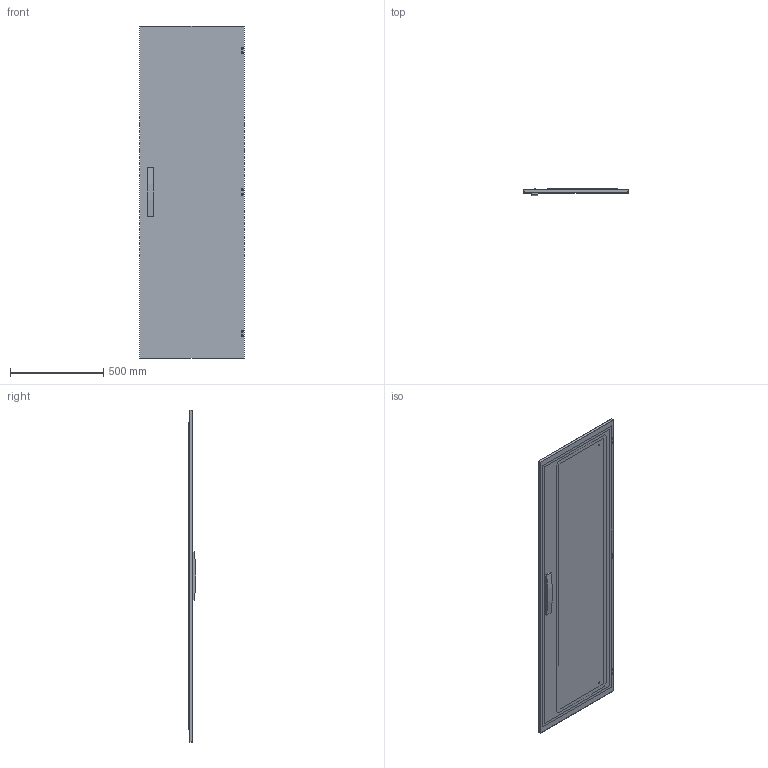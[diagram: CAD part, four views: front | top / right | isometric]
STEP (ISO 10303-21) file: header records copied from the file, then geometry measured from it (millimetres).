
FILE_DESCRIPTION (( 'STEP AP214' ), '1' );
FILE_NAME ('FPK186.STEP', '2025-09-11T09:59:57', ( '' ), ( '' ), 'SwSTEP 2.0', 'SolidWorks 2024', '' );
FILE_SCHEMA (( 'AUTOMOTIVE_DESIGN' ));
Length unit declared in the file: millimetre
Products named in the file (1): FPK186
Bounding box: 559 x 40.34 x 1784 mm (x, y, z)
Volume: 3655956.7 mm3; surface area: 2354827.4 mm2
Topology: 2 solids, 2 shells, 550 faces, 1340 edges, 918 vertices
Faces by surface type: plane 263, cylinder 187, cone 100
Full cylindrical faces by diameter (mm): 4.25 x120, 4.917 x8, 6 x4, 7 x4, 9 x8, 11 x6
Entity records: 14542 total; most frequent: CARTESIAN_POINT 3423, DIRECTION 2288, ORIENTED_EDGE 1960, EDGE_CURVE 980, AXIS2_PLACEMENT_3D 969, EDGE_LOOP 872, VERTEX_POINT 744, FACE_OUTER_BOUND 684
